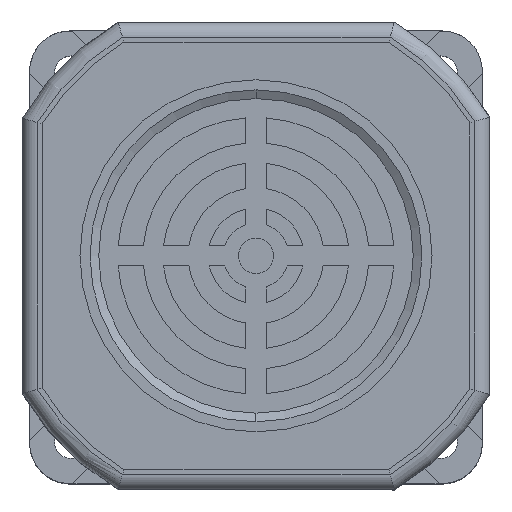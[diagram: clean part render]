
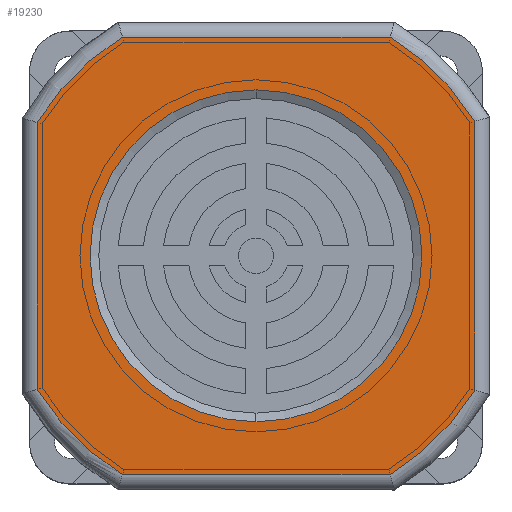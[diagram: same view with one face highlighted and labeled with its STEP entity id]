
A CAD part, top view. The second image highlights one B-rep face of the part: STEP entity #19230.
In plain terms, the highlighted face is planar.
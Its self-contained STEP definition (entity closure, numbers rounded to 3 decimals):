
#170 = LINE ( 'NONE', #18021, #8028 ) ;
#219 = CARTESIAN_POINT ( 'NONE',  ( 0.05, 0., 0. ) ) ;
#814 = CARTESIAN_POINT ( 'NONE',  ( -43.5, 0., 26.54 ) ) ;
#1210 = VECTOR ( 'NONE', #4862, 1000. ) ;
#1245 = AXIS2_PLACEMENT_3D ( 'NONE', #3900, #14149, #5461 ) ;
#1770 = VERTEX_POINT ( 'NONE', #7286 ) ;
#1888 = DIRECTION ( 'NONE',  ( 0., 0., 1. ) ) ;
#2034 = CARTESIAN_POINT ( 'NONE',  ( 0.05, 0., 0. ) ) ;
#2251 = LINE ( 'NONE', #3338, #1210 ) ;
#3108 = ORIENTED_EDGE ( 'NONE', *, *, #17055, .T. ) ;
#3338 = CARTESIAN_POINT ( 'NONE',  ( 43.5, 0., 0. ) ) ;
#3473 = ORIENTED_EDGE ( 'NONE', *, *, #17116, .T. ) ;
#3479 = VERTEX_POINT ( 'NONE', #7417 ) ;
#3546 = ORIENTED_EDGE ( 'NONE', *, *, #17119, .T. ) ;
#3594 = DIRECTION ( 'NONE',  ( 0., 0., 1. ) ) ;
#3701 = AXIS2_PLACEMENT_3D ( 'NONE', #7222, #18701, #10205 ) ;
#3900 = CARTESIAN_POINT ( 'NONE',  ( 0., 0., 0. ) ) ;
#3906 = ORIENTED_EDGE ( 'NONE', *, *, #17172, .T. ) ;
#4049 = CARTESIAN_POINT ( 'NONE',  ( 43.5, 0., 26.705 ) ) ;
#4154 = ORIENTED_EDGE ( 'NONE', *, *, #17200, .F. ) ;
#4380 = DIRECTION ( 'NONE',  ( 0., -1., 0. ) ) ;
#4583 = VERTEX_POINT ( 'NONE', #18621 ) ;
#4587 = ORIENTED_EDGE ( 'NONE', *, *, #17175, .T. ) ;
#4862 = DIRECTION ( 'NONE',  ( 0., 0., 1. ) ) ;
#5374 = CIRCLE ( 'NONE', #6749, 51. ) ;
#5461 = DIRECTION ( 'NONE',  ( 0., 0., -1. ) ) ;
#5589 = PLANE ( 'NONE',  #3701 ) ;
#5873 = CARTESIAN_POINT ( 'NONE',  ( 43.5, 0., -26.705 ) ) ;
#6428 = DIRECTION ( 'NONE',  ( 0., -1., 0. ) ) ;
#6665 = AXIS2_PLACEMENT_3D ( 'NONE', #16786, #8310, #18284 ) ;
#6720 = AXIS2_PLACEMENT_3D ( 'NONE', #2034, #12508, #3594 ) ;
#6749 = AXIS2_PLACEMENT_3D ( 'NONE', #219, #10936, #1888 ) ;
#6861 = AXIS2_PLACEMENT_3D ( 'NONE', #15002, #6428, #16471 ) ;
#6896 = AXIS2_PLACEMENT_3D ( 'NONE', #13236, #4380, #14564 ) ;
#7222 = CARTESIAN_POINT ( 'NONE',  ( 0.05, 0., 0. ) ) ;
#7286 = CARTESIAN_POINT ( 'NONE',  ( -26.572, 0., -43.5 ) ) ;
#7317 = VECTOR ( 'NONE', #14868, 1000. ) ;
#7417 = CARTESIAN_POINT ( 'NONE',  ( 0., 0., -33. ) ) ;
#7782 = CIRCLE ( 'NONE', #6896, 51. ) ;
#7889 = VERTEX_POINT ( 'NONE', #4049 ) ;
#8028 = VECTOR ( 'NONE', #8182, 1000. ) ;
#8182 = DIRECTION ( 'NONE',  ( -1., 0., 0. ) ) ;
#8310 = DIRECTION ( 'NONE',  ( 0., -1., 0. ) ) ;
#9722 = CIRCLE ( 'NONE', #1245, 33. ) ;
#10205 = DIRECTION ( 'NONE',  ( 0., 0., 1. ) ) ;
#10936 = DIRECTION ( 'NONE',  ( 0., -1., 0. ) ) ;
#11186 = LINE ( 'NONE', #12145, #7317 ) ;
#11196 = VERTEX_POINT ( 'NONE', #11501 ) ;
#11501 = CARTESIAN_POINT ( 'NONE',  ( 26.673, 0., 43.5 ) ) ;
#11868 = CIRCLE ( 'NONE', #6720, 51. ) ;
#11988 = CARTESIAN_POINT ( 'NONE',  ( 0., 0., 33. ) ) ;
#12052 = CARTESIAN_POINT ( 'NONE',  ( -26.572, 0., 43.5 ) ) ;
#12145 = CARTESIAN_POINT ( 'NONE',  ( 0.05, 0., -43.5 ) ) ;
#12508 = DIRECTION ( 'NONE',  ( 0., -1., 0. ) ) ;
#12916 = VERTEX_POINT ( 'NONE', #18788 ) ;
#12947 = FACE_BOUND ( 'NONE', #17185, .T. ) ;
#13175 = CIRCLE ( 'NONE', #6861, 51. ) ;
#13236 = CARTESIAN_POINT ( 'NONE',  ( 0.05, 0., 0. ) ) ;
#13373 = FACE_OUTER_BOUND ( 'NONE', #16292, .T. ) ;
#13569 = VERTEX_POINT ( 'NONE', #11988 ) ;
#13585 = VERTEX_POINT ( 'NONE', #12052 ) ;
#14149 = DIRECTION ( 'NONE',  ( 0., -1., 0. ) ) ;
#14564 = DIRECTION ( 'NONE',  ( 0., 0., 1. ) ) ;
#14860 = VECTOR ( 'NONE', #18892, 1000. ) ;
#14863 = VERTEX_POINT ( 'NONE', #5873 ) ;
#14868 = DIRECTION ( 'NONE',  ( 1., 0., 0. ) ) ;
#15002 = CARTESIAN_POINT ( 'NONE',  ( 0.05, 0., 0. ) ) ;
#15239 = EDGE_CURVE ( 'NONE', #13569, #3479, #9722, .T. ) ;
#16292 = EDGE_LOOP ( 'NONE', ( #3108, #16560, #17506, #3473, #3546, #17274, #3906, #4587 ) ) ;
#16471 = DIRECTION ( 'NONE',  ( 0., 0., 1. ) ) ;
#16560 = ORIENTED_EDGE ( 'NONE', *, *, #17060, .T. ) ;
#16786 = CARTESIAN_POINT ( 'NONE',  ( 0., 0., 0. ) ) ;
#16926 = VERTEX_POINT ( 'NONE', #814 ) ;
#17055 = EDGE_CURVE ( 'NONE', #16926, #4583, #19193, .T. ) ;
#17060 = EDGE_CURVE ( 'NONE', #4583, #1770, #7782, .T. ) ;
#17083 = EDGE_CURVE ( 'NONE', #1770, #12916, #11186, .T. ) ;
#17116 = EDGE_CURVE ( 'NONE', #12916, #14863, #13175, .T. ) ;
#17119 = EDGE_CURVE ( 'NONE', #14863, #7889, #2251, .T. ) ;
#17138 = EDGE_CURVE ( 'NONE', #7889, #11196, #5374, .T. ) ;
#17172 = EDGE_CURVE ( 'NONE', #11196, #13585, #170, .T. ) ;
#17175 = EDGE_CURVE ( 'NONE', #13585, #16926, #11868, .T. ) ;
#17185 = EDGE_LOOP ( 'NONE', ( #4154, #17778 ) ) ;
#17200 = EDGE_CURVE ( 'NONE', #3479, #13569, #18956, .T. ) ;
#17274 = ORIENTED_EDGE ( 'NONE', *, *, #17138, .T. ) ;
#17445 = CARTESIAN_POINT ( 'NONE',  ( -43.5, 0., 0. ) ) ;
#17506 = ORIENTED_EDGE ( 'NONE', *, *, #17083, .T. ) ;
#17778 = ORIENTED_EDGE ( 'NONE', *, *, #15239, .F. ) ;
#18021 = CARTESIAN_POINT ( 'NONE',  ( 0.05, 0., 43.5 ) ) ;
#18284 = DIRECTION ( 'NONE',  ( 0., 0., -1. ) ) ;
#18621 = CARTESIAN_POINT ( 'NONE',  ( -43.5, 0., -26.54 ) ) ;
#18701 = DIRECTION ( 'NONE',  ( 0., 1., 0. ) ) ;
#18788 = CARTESIAN_POINT ( 'NONE',  ( 26.673, 0., -43.5 ) ) ;
#18892 = DIRECTION ( 'NONE',  ( 0., 0., -1. ) ) ;
#18956 = CIRCLE ( 'NONE', #6665, 33. ) ;
#19193 = LINE ( 'NONE', #17445, #14860 ) ;
#19230 = ADVANCED_FACE ( 'NONE', ( #13373, #12947 ), #5589, .F. ) ;
